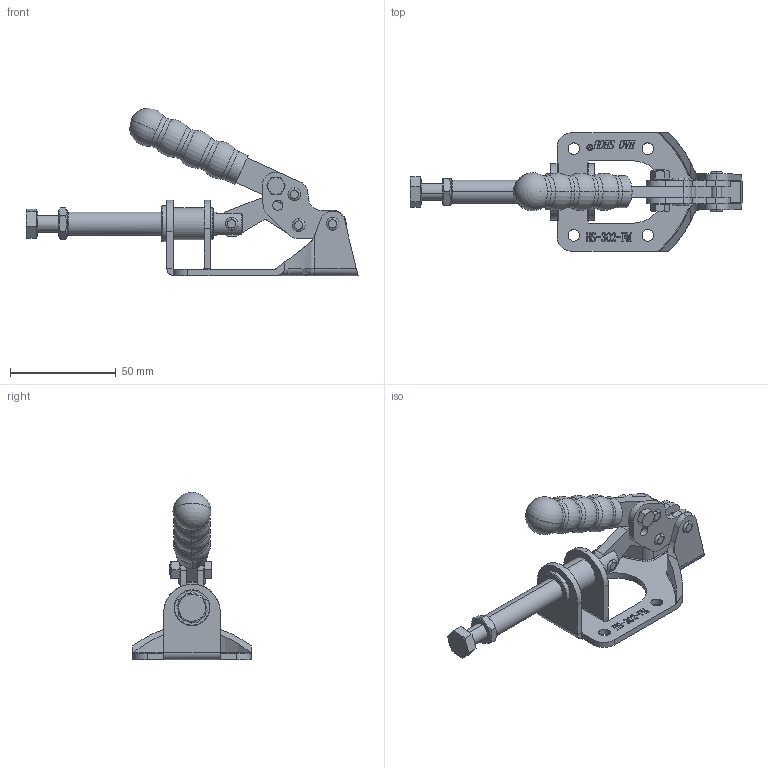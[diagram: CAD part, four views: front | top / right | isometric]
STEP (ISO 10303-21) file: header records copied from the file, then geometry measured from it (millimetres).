
FILE_DESCRIPTION (( 'STEP AP203' ), '1' );
FILE_NAME ('HS-302-FM .STEP', '2019-08-10T06:29:13', ( '微软用户' ), ( '微软中国' ), 'SwSTEP 2.0', 'SolidWorks 2012', '' );
FILE_SCHEMA (( 'CONFIG_CONTROL_DESIGN' ));
Length unit declared in the file: millimetre
Products named in the file (14): HS-302-FM ; hex nuts, style 1-grades ab gb_GB_FASTENER_NUT_SNAB1 M5-N; hexagon head bolts-full thread gb_GB_FASTENER_BOLT_STBAB A M5X16-S; 粣杶; hexagon head bolts-full thread gb_GB_FASTENER_BOLT_STBAB A M8X35-N; 种2; 种1; hex thin nuts-grades ab-chamfered gb_GB_FASTENER_NUT_STNAB M8-N; 挴裝; 忒梟; 忒旋; 忒參; 蟀裝; 菁釱
Assembly tree (16 placements, depth 2):
  HS-302-FM 
    菁釱
    蟀裝
    忒參
    忒旋  x2
    忒梟
    挴裝
    hex thin nuts-grades ab-chamfered gb_GB_FASTENER_NUT_STNAB M8-N
    种1  x3
    种2
    hexagon head bolts-full thread gb_GB_FASTENER_BOLT_STBAB A M8X35-N
    粣杶
    hexagon head bolts-full thread gb_GB_FASTENER_BOLT_STBAB A M5X16-S
    hex nuts, style 1-grades ab gb_GB_FASTENER_NUT_SNAB1 M5-N
Bounding box: 157.22 x 56 x 79.3 mm (x, y, z)
Volume: 48738.7 mm3; surface area: 33326 mm2
Topology: 16 solids, 16 shells, 922 faces, 2298 edges, 1441 vertices
Faces by surface type: plane 373, cylinder 185, cone 176, bspline 142, torus 44, sphere 2
Entity records: 34545 total; most frequent: CARTESIAN_POINT 12760, ORIENTED_EDGE 4378, DIRECTION 3851, EDGE_CURVE 2189, VERTEX_POINT 1370, LINE 1285, VECTOR 1285, AXIS2_PLACEMENT_3D 1283
